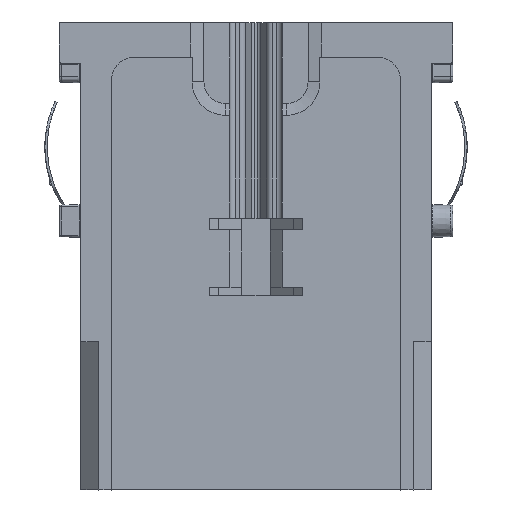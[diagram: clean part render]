
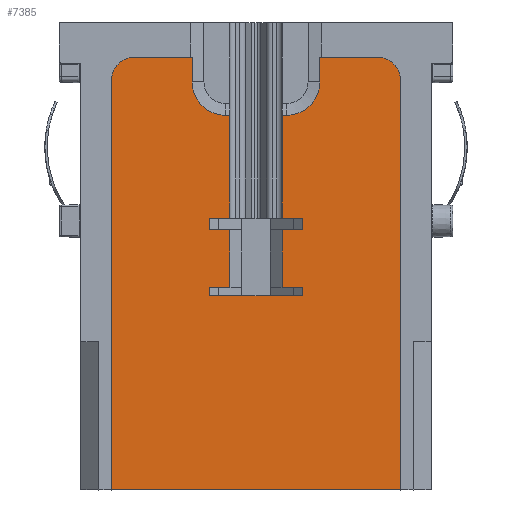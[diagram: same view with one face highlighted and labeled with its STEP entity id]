
A CAD part, left-side view. The second image highlights one B-rep face of the part: STEP entity #7385.
In plain terms, the highlighted planar face has unit normal (-1, 0, 0).
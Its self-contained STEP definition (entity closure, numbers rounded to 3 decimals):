
#6068=AXIS2_PLACEMENT_3D('Circle Axis2P3D',#6066,#6067,$) ;
#7193=AXIS2_PLACEMENT_3D('Plane Axis2P3D',#7190,#7191,#7192) ;
#7318=AXIS2_PLACEMENT_3D('Circle Axis2P3D',#7316,#7317,$) ;
#7339=AXIS2_PLACEMENT_3D('Circle Axis2P3D',#7337,#7338,$) ;
#7344=AXIS2_PLACEMENT_3D('Circle Axis2P3D',#7342,#7343,$) ;
#4240=CARTESIAN_POINT('Vertex',(0.02,5.752,0.)) ;
#4243=CARTESIAN_POINT('Line Origine',(0.02,18.252,0.)) ;
#4247=CARTESIAN_POINT('Vertex',(0.02,30.752,0.)) ;
#6050=CARTESIAN_POINT('Vertex',(0.02,5.752,35.4)) ;
#6053=CARTESIAN_POINT('Line Origine',(0.02,5.752,17.7)) ;
#6066=CARTESIAN_POINT('Axis2P3D Location',(0.02,7.752,35.4)) ;
#6070=CARTESIAN_POINT('Vertex',(0.02,7.752,37.4)) ;
#6090=CARTESIAN_POINT('Vertex',(0.02,12.731,37.4)) ;
#6093=CARTESIAN_POINT('Line Origine',(0.02,10.241,37.4)) ;
#6111=CARTESIAN_POINT('Line Origine',(0.02,12.731,36.333)) ;
#6115=CARTESIAN_POINT('Vertex',(0.02,12.731,35.266)) ;
#7170=CARTESIAN_POINT('Line Origine',(0.02,30.752,17.7)) ;
#7174=CARTESIAN_POINT('Vertex',(0.02,30.752,35.4)) ;
#7190=CARTESIAN_POINT('Axis2P3D Location',(0.02,18.252,36.75)) ;
#7195=CARTESIAN_POINT('Line Origine',(0.02,16.002,27.94)) ;
#7199=CARTESIAN_POINT('Vertex',(0.02,16.002,32.379)) ;
#7201=CARTESIAN_POINT('Vertex',(0.02,16.002,23.5)) ;
#7204=CARTESIAN_POINT('Line Origine',(0.02,15.127,23.5)) ;
#7208=CARTESIAN_POINT('Vertex',(0.02,14.252,23.5)) ;
#7211=CARTESIAN_POINT('Line Origine',(0.02,14.252,23.)) ;
#7215=CARTESIAN_POINT('Vertex',(0.02,14.252,22.5)) ;
#7218=CARTESIAN_POINT('Line Origine',(0.02,15.127,22.5)) ;
#7222=CARTESIAN_POINT('Vertex',(0.02,16.002,22.5)) ;
#7225=CARTESIAN_POINT('Line Origine',(0.02,16.002,20.)) ;
#7229=CARTESIAN_POINT('Vertex',(0.02,16.002,17.5)) ;
#7232=CARTESIAN_POINT('Line Origine',(0.02,15.127,17.5)) ;
#7236=CARTESIAN_POINT('Vertex',(0.02,14.252,17.5)) ;
#7239=CARTESIAN_POINT('Line Origine',(0.02,14.252,17.15)) ;
#7243=CARTESIAN_POINT('Vertex',(0.02,14.252,16.8)) ;
#7246=CARTESIAN_POINT('Line Origine',(0.02,16.252,16.8)) ;
#7250=CARTESIAN_POINT('Vertex',(0.02,18.252,16.8)) ;
#7253=CARTESIAN_POINT('Line Origine',(0.02,20.252,16.8)) ;
#7257=CARTESIAN_POINT('Vertex',(0.02,22.252,16.8)) ;
#7260=CARTESIAN_POINT('Line Origine',(0.02,22.252,17.15)) ;
#7264=CARTESIAN_POINT('Vertex',(0.02,22.252,17.5)) ;
#7267=CARTESIAN_POINT('Line Origine',(0.02,21.377,17.5)) ;
#7271=CARTESIAN_POINT('Vertex',(0.02,20.502,17.5)) ;
#7274=CARTESIAN_POINT('Line Origine',(0.02,20.502,20.)) ;
#7278=CARTESIAN_POINT('Vertex',(0.02,20.502,22.5)) ;
#7281=CARTESIAN_POINT('Line Origine',(0.02,21.377,22.5)) ;
#7285=CARTESIAN_POINT('Vertex',(0.02,22.252,22.5)) ;
#7288=CARTESIAN_POINT('Line Origine',(0.02,22.252,23.)) ;
#7292=CARTESIAN_POINT('Vertex',(0.02,22.252,23.5)) ;
#7295=CARTESIAN_POINT('Line Origine',(0.02,21.377,23.5)) ;
#7299=CARTESIAN_POINT('Vertex',(0.02,20.502,23.5)) ;
#7302=CARTESIAN_POINT('Line Origine',(0.02,20.502,27.94)) ;
#7306=CARTESIAN_POINT('Vertex',(0.02,20.502,32.379)) ;
#7309=CARTESIAN_POINT('Line Origine',(0.02,20.694,32.379)) ;
#7313=CARTESIAN_POINT('Vertex',(0.02,20.886,32.379)) ;
#7316=CARTESIAN_POINT('Axis2P3D Location',(0.02,20.886,35.266)) ;
#7320=CARTESIAN_POINT('Vertex',(0.02,23.772,35.266)) ;
#7323=CARTESIAN_POINT('Line Origine',(0.02,23.772,36.333)) ;
#7327=CARTESIAN_POINT('Vertex',(0.02,23.772,37.4)) ;
#7330=CARTESIAN_POINT('Line Origine',(0.02,26.262,37.4)) ;
#7334=CARTESIAN_POINT('Vertex',(0.02,28.752,37.4)) ;
#7337=CARTESIAN_POINT('Axis2P3D Location',(0.02,28.752,35.4)) ;
#7342=CARTESIAN_POINT('Axis2P3D Location',(0.02,15.617,35.266)) ;
#7346=CARTESIAN_POINT('Vertex',(0.02,15.617,32.379)) ;
#7349=CARTESIAN_POINT('Line Origine',(0.02,15.809,32.379)) ;
#4244=DIRECTION('Vector Direction',(0.,1.,0.)) ;
#6054=DIRECTION('Vector Direction',(0.,0.,-1.)) ;
#6067=DIRECTION('Axis2P3D Direction',(-1.,0.,0.)) ;
#6094=DIRECTION('Vector Direction',(0.,-1.,0.)) ;
#6112=DIRECTION('Vector Direction',(0.,0.,-1.)) ;
#7171=DIRECTION('Vector Direction',(0.,0.,1.)) ;
#7191=DIRECTION('Axis2P3D Direction',(-1.,0.,0.)) ;
#7192=DIRECTION('Axis2P3D XDirection',(0.,-1.,0.)) ;
#7196=DIRECTION('Vector Direction',(0.,0.,-1.)) ;
#7205=DIRECTION('Vector Direction',(0.,-1.,0.)) ;
#7212=DIRECTION('Vector Direction',(0.,0.,-1.)) ;
#7219=DIRECTION('Vector Direction',(0.,1.,0.)) ;
#7226=DIRECTION('Vector Direction',(0.,0.,1.)) ;
#7233=DIRECTION('Vector Direction',(0.,-1.,0.)) ;
#7240=DIRECTION('Vector Direction',(0.,0.,1.)) ;
#7247=DIRECTION('Vector Direction',(0.,1.,0.)) ;
#7254=DIRECTION('Vector Direction',(0.,1.,0.)) ;
#7261=DIRECTION('Vector Direction',(0.,0.,1.)) ;
#7268=DIRECTION('Vector Direction',(0.,1.,0.)) ;
#7275=DIRECTION('Vector Direction',(0.,0.,1.)) ;
#7282=DIRECTION('Vector Direction',(0.,-1.,0.)) ;
#7289=DIRECTION('Vector Direction',(0.,0.,-1.)) ;
#7296=DIRECTION('Vector Direction',(0.,1.,0.)) ;
#7303=DIRECTION('Vector Direction',(0.,0.,-1.)) ;
#7310=DIRECTION('Vector Direction',(0.,1.,0.)) ;
#7317=DIRECTION('Axis2P3D Direction',(-1.,0.,0.)) ;
#7324=DIRECTION('Vector Direction',(0.,0.,1.)) ;
#7331=DIRECTION('Vector Direction',(0.,-1.,0.)) ;
#7338=DIRECTION('Axis2P3D Direction',(-1.,0.,0.)) ;
#7343=DIRECTION('Axis2P3D Direction',(-1.,0.,0.)) ;
#7350=DIRECTION('Vector Direction',(0.,1.,0.)) ;
#4245=VECTOR('Line Direction',#4244,1.) ;
#6055=VECTOR('Line Direction',#6054,1.) ;
#6095=VECTOR('Line Direction',#6094,1.) ;
#6113=VECTOR('Line Direction',#6112,1.) ;
#7172=VECTOR('Line Direction',#7171,1.) ;
#7197=VECTOR('Line Direction',#7196,1.) ;
#7206=VECTOR('Line Direction',#7205,1.) ;
#7213=VECTOR('Line Direction',#7212,1.) ;
#7220=VECTOR('Line Direction',#7219,1.) ;
#7227=VECTOR('Line Direction',#7226,1.) ;
#7234=VECTOR('Line Direction',#7233,1.) ;
#7241=VECTOR('Line Direction',#7240,1.) ;
#7248=VECTOR('Line Direction',#7247,1.) ;
#7255=VECTOR('Line Direction',#7254,1.) ;
#7262=VECTOR('Line Direction',#7261,1.) ;
#7269=VECTOR('Line Direction',#7268,1.) ;
#7276=VECTOR('Line Direction',#7275,1.) ;
#7283=VECTOR('Line Direction',#7282,1.) ;
#7290=VECTOR('Line Direction',#7289,1.) ;
#7297=VECTOR('Line Direction',#7296,1.) ;
#7304=VECTOR('Line Direction',#7303,1.) ;
#7311=VECTOR('Line Direction',#7310,1.) ;
#7325=VECTOR('Line Direction',#7324,1.) ;
#7332=VECTOR('Line Direction',#7331,1.) ;
#7351=VECTOR('Line Direction',#7350,1.) ;
#7355=ORIENTED_EDGE('',*,*,#7203,.T.) ;
#7356=ORIENTED_EDGE('',*,*,#7210,.F.) ;
#7357=ORIENTED_EDGE('',*,*,#7217,.F.) ;
#7358=ORIENTED_EDGE('',*,*,#7224,.F.) ;
#7359=ORIENTED_EDGE('',*,*,#7231,.F.) ;
#7360=ORIENTED_EDGE('',*,*,#7238,.F.) ;
#7361=ORIENTED_EDGE('',*,*,#7245,.F.) ;
#7362=ORIENTED_EDGE('',*,*,#7252,.T.) ;
#7363=ORIENTED_EDGE('',*,*,#7259,.T.) ;
#7364=ORIENTED_EDGE('',*,*,#7266,.T.) ;
#7365=ORIENTED_EDGE('',*,*,#7273,.F.) ;
#7366=ORIENTED_EDGE('',*,*,#7280,.F.) ;
#7367=ORIENTED_EDGE('',*,*,#7287,.F.) ;
#7368=ORIENTED_EDGE('',*,*,#7294,.F.) ;
#7369=ORIENTED_EDGE('',*,*,#7301,.F.) ;
#7370=ORIENTED_EDGE('',*,*,#7308,.F.) ;
#7371=ORIENTED_EDGE('',*,*,#7315,.T.) ;
#7372=ORIENTED_EDGE('',*,*,#7322,.F.) ;
#7373=ORIENTED_EDGE('',*,*,#7329,.T.) ;
#7374=ORIENTED_EDGE('',*,*,#7336,.F.) ;
#7375=ORIENTED_EDGE('',*,*,#7341,.F.) ;
#7376=ORIENTED_EDGE('',*,*,#7176,.F.) ;
#7377=ORIENTED_EDGE('',*,*,#4249,.F.) ;
#7378=ORIENTED_EDGE('',*,*,#6057,.F.) ;
#7379=ORIENTED_EDGE('',*,*,#6072,.F.) ;
#7380=ORIENTED_EDGE('',*,*,#6097,.F.) ;
#7381=ORIENTED_EDGE('',*,*,#6117,.F.) ;
#7382=ORIENTED_EDGE('',*,*,#7348,.F.) ;
#7383=ORIENTED_EDGE('',*,*,#7353,.T.) ;
#7385=ADVANCED_FACE('Hauptk\X2\00F6\X0\rper',(#7384),#7194,.T.) ;
#6069=CIRCLE('generated circle',#6068,2.) ;
#7319=CIRCLE('generated circle',#7318,2.887) ;
#7340=CIRCLE('generated circle',#7339,2.) ;
#7345=CIRCLE('generated circle',#7344,2.887) ;
#4249=EDGE_CURVE('',#4241,#4248,#4246,.T.) ;
#6057=EDGE_CURVE('',#6051,#4241,#6056,.T.) ;
#6072=EDGE_CURVE('',#6071,#6051,#6069,.F.) ;
#6097=EDGE_CURVE('',#6091,#6071,#6096,.T.) ;
#6117=EDGE_CURVE('',#6116,#6091,#6114,.F.) ;
#7176=EDGE_CURVE('',#4248,#7175,#7173,.T.) ;
#7203=EDGE_CURVE('',#7200,#7202,#7198,.T.) ;
#7210=EDGE_CURVE('',#7209,#7202,#7207,.F.) ;
#7217=EDGE_CURVE('',#7216,#7209,#7214,.F.) ;
#7224=EDGE_CURVE('',#7223,#7216,#7221,.F.) ;
#7231=EDGE_CURVE('',#7230,#7223,#7228,.T.) ;
#7238=EDGE_CURVE('',#7237,#7230,#7235,.F.) ;
#7245=EDGE_CURVE('',#7244,#7237,#7242,.T.) ;
#7252=EDGE_CURVE('',#7244,#7251,#7249,.T.) ;
#7259=EDGE_CURVE('',#7251,#7258,#7256,.T.) ;
#7266=EDGE_CURVE('',#7258,#7265,#7263,.T.) ;
#7273=EDGE_CURVE('',#7272,#7265,#7270,.T.) ;
#7280=EDGE_CURVE('',#7279,#7272,#7277,.F.) ;
#7287=EDGE_CURVE('',#7286,#7279,#7284,.T.) ;
#7294=EDGE_CURVE('',#7293,#7286,#7291,.T.) ;
#7301=EDGE_CURVE('',#7300,#7293,#7298,.T.) ;
#7308=EDGE_CURVE('',#7307,#7300,#7305,.T.) ;
#7315=EDGE_CURVE('',#7307,#7314,#7312,.T.) ;
#7322=EDGE_CURVE('',#7321,#7314,#7319,.T.) ;
#7329=EDGE_CURVE('',#7321,#7328,#7326,.T.) ;
#7336=EDGE_CURVE('',#7335,#7328,#7333,.T.) ;
#7341=EDGE_CURVE('',#7175,#7335,#7340,.F.) ;
#7348=EDGE_CURVE('',#7347,#6116,#7345,.T.) ;
#7353=EDGE_CURVE('',#7347,#7200,#7352,.T.) ;
#7354=EDGE_LOOP('',(#7355,#7356,#7357,#7358,#7359,#7360,#7361,#7362,#7363,#7364,#7365,#7366,#7367,#7368,#7369,#7370,#7371,#7372,#7373,#7374,#7375,#7376,#7377,#7378,#7379,#7380,#7381,#7382,#7383)) ;
#7384=FACE_OUTER_BOUND('',#7354,.T.) ;
#4246=LINE('Line',#4243,#4245) ;
#6056=LINE('Line',#6053,#6055) ;
#6096=LINE('Line',#6093,#6095) ;
#6114=LINE('Line',#6111,#6113) ;
#7173=LINE('Line',#7170,#7172) ;
#7198=LINE('Line',#7195,#7197) ;
#7207=LINE('Line',#7204,#7206) ;
#7214=LINE('Line',#7211,#7213) ;
#7221=LINE('Line',#7218,#7220) ;
#7228=LINE('Line',#7225,#7227) ;
#7235=LINE('Line',#7232,#7234) ;
#7242=LINE('Line',#7239,#7241) ;
#7249=LINE('Line',#7246,#7248) ;
#7256=LINE('Line',#7253,#7255) ;
#7263=LINE('Line',#7260,#7262) ;
#7270=LINE('Line',#7267,#7269) ;
#7277=LINE('Line',#7274,#7276) ;
#7284=LINE('Line',#7281,#7283) ;
#7291=LINE('Line',#7288,#7290) ;
#7298=LINE('Line',#7295,#7297) ;
#7305=LINE('Line',#7302,#7304) ;
#7312=LINE('Line',#7309,#7311) ;
#7326=LINE('Line',#7323,#7325) ;
#7333=LINE('Line',#7330,#7332) ;
#7352=LINE('Line',#7349,#7351) ;
#7194=PLANE('',#7193) ;
#4241=VERTEX_POINT('',#4240) ;
#4248=VERTEX_POINT('',#4247) ;
#6051=VERTEX_POINT('',#6050) ;
#6071=VERTEX_POINT('',#6070) ;
#6091=VERTEX_POINT('',#6090) ;
#6116=VERTEX_POINT('',#6115) ;
#7175=VERTEX_POINT('',#7174) ;
#7200=VERTEX_POINT('',#7199) ;
#7202=VERTEX_POINT('',#7201) ;
#7209=VERTEX_POINT('',#7208) ;
#7216=VERTEX_POINT('',#7215) ;
#7223=VERTEX_POINT('',#7222) ;
#7230=VERTEX_POINT('',#7229) ;
#7237=VERTEX_POINT('',#7236) ;
#7244=VERTEX_POINT('',#7243) ;
#7251=VERTEX_POINT('',#7250) ;
#7258=VERTEX_POINT('',#7257) ;
#7265=VERTEX_POINT('',#7264) ;
#7272=VERTEX_POINT('',#7271) ;
#7279=VERTEX_POINT('',#7278) ;
#7286=VERTEX_POINT('',#7285) ;
#7293=VERTEX_POINT('',#7292) ;
#7300=VERTEX_POINT('',#7299) ;
#7307=VERTEX_POINT('',#7306) ;
#7314=VERTEX_POINT('',#7313) ;
#7321=VERTEX_POINT('',#7320) ;
#7328=VERTEX_POINT('',#7327) ;
#7335=VERTEX_POINT('',#7334) ;
#7347=VERTEX_POINT('',#7346) ;
